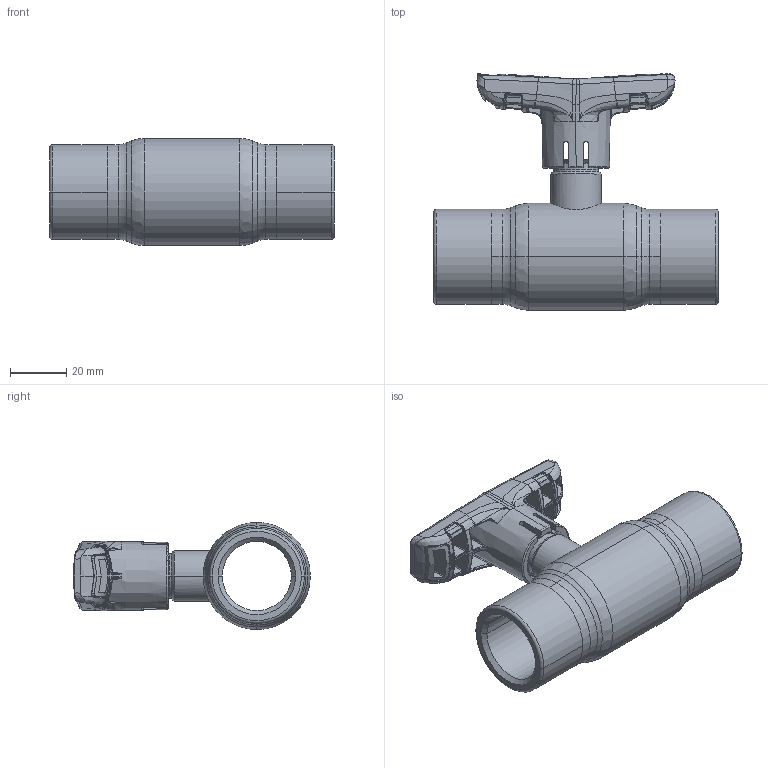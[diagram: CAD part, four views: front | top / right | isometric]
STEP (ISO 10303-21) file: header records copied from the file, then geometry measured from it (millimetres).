
FILE_DESCRIPTION (( 'STEP AP214' ), '1' );
FILE_NAME ('1020002030-2401.step', '2023-09-18T09:18:56', ( '' ), ( '' ), 'SwSTEP 2.0', 'SolidWorks 2021', '' );
FILE_SCHEMA (( 'AUTOMOTIVE_DESIGN' ));
Length unit declared in the file: millimetre
Products named in the file (1): 1020002030-2401
Bounding box: 101 x 83.99 x 38 mm (x, y, z)
Surface area: 25520.5 mm2 (no closed solid volume)
Topology: 0 solids, 6 shells, 706 faces, 1970 edges, 1205 vertices
Faces by surface type: bspline 564, plane 55, cylinder 34, torus 21, cone 17, sphere 15
Entity records: 53128 total; most frequent: CARTESIAN_POINT 32143, ORIENTED_EDGE 3535, EDGE_CURVE 1960, B_SPLINE_CURVE_WITH_KNOTS 1364, DIRECTION 1326, VERTEX_POINT 1201, EDGE_LOOP 716, UNCERTAINTY_MEASURE_WITH_UNIT 708
